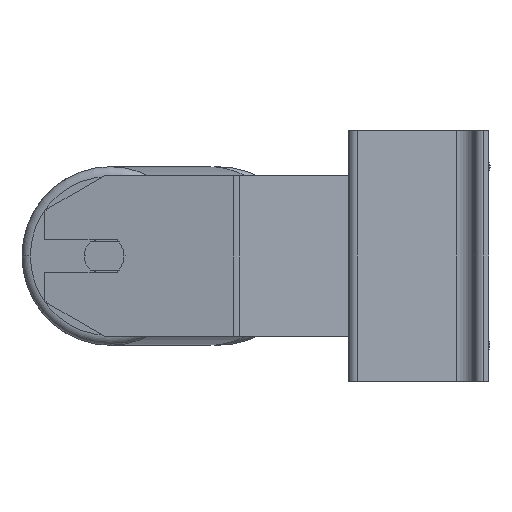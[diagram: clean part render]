
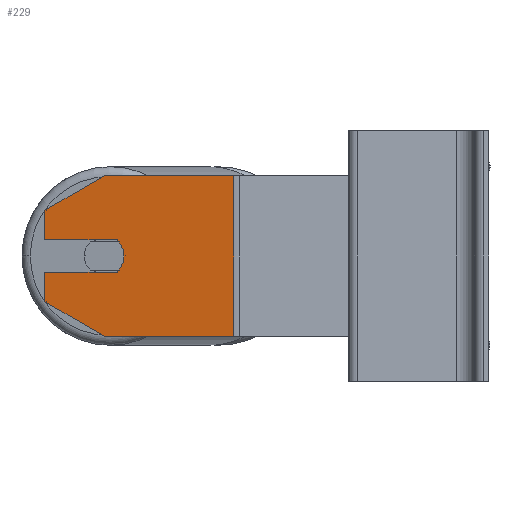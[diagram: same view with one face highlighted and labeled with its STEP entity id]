
A CAD part, left-side view. The second image highlights one B-rep face of the part: STEP entity #229.
In plain terms, the highlighted planar face has unit normal (-0.985, 0.174, 0).
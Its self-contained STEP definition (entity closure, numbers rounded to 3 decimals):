
#100 = EDGE_CURVE ( 'NONE', #10471, #2938, #478, .T. ) ;
#144 = AXIS2_PLACEMENT_3D ( 'NONE', #9909, #1090, #3409 ) ;
#229 = ADVANCED_FACE ( 'NONE', ( #1434 ), #8777, .F. ) ;
#232 = DIRECTION ( 'NONE',  ( 0.174, 0.985, 0. ) ) ;
#299 = LINE ( 'NONE', #1263, #10378 ) ;
#478 = LINE ( 'NONE', #3698, #3496 ) ;
#515 = EDGE_CURVE ( 'NONE', #10471, #1812, #5151, .T. ) ;
#594 = DIRECTION ( 'NONE',  ( 0.174, 0.985, 0. ) ) ;
#723 = DIRECTION ( 'NONE',  ( 0., 0., -1. ) ) ;
#739 = CARTESIAN_POINT ( 'NONE',  ( -476.394, 139.602, -40. ) ) ;
#807 = VERTEX_POINT ( 'NONE', #2423 ) ;
#865 = EDGE_CURVE ( 'NONE', #4331, #807, #2507, .T. ) ;
#1090 = DIRECTION ( 'NONE',  ( -0.985, 0.174, 0. ) ) ;
#1094 = DIRECTION ( 'NONE',  ( 0.15, 0.853, -0.5 ) ) ;
#1223 = AXIS2_PLACEMENT_3D ( 'NONE', #2947, #6187, #2992 ) ;
#1238 = DIRECTION ( 'NONE',  ( -0.174, -0.985, 0. ) ) ;
#1263 = CARTESIAN_POINT ( 'NONE',  ( -471.184, 169.146, 40. ) ) ;
#1390 = ORIENTED_EDGE ( 'NONE', *, *, #865, .F. ) ;
#1434 = FACE_OUTER_BOUND ( 'NONE', #5137, .T. ) ;
#1474 = CARTESIAN_POINT ( 'NONE',  ( -471.184, 169.146, 40. ) ) ;
#1485 = AXIS2_PLACEMENT_3D ( 'NONE', #1474, #7981, #594 ) ;
#1580 = ORIENTED_EDGE ( 'NONE', *, *, #4991, .F. ) ;
#1812 = VERTEX_POINT ( 'NONE', #7861 ) ;
#1839 = DIRECTION ( 'NONE',  ( 0., 0., -1. ) ) ;
#1886 = VERTEX_POINT ( 'NONE', #2142 ) ;
#2142 = CARTESIAN_POINT ( 'NONE',  ( -487.757, 75.158, 40. ) ) ;
#2198 = LINE ( 'NONE', #7045, #5424 ) ;
#2214 = LINE ( 'NONE', #739, #9174 ) ;
#2274 = VERTEX_POINT ( 'NONE', #5456 ) ;
#2423 = CARTESIAN_POINT ( 'NONE',  ( -477.436, 133.693, 8. ) ) ;
#2507 = CIRCLE ( 'NONE', #144, 10. ) ;
#2698 = VERTEX_POINT ( 'NONE', #8977 ) ;
#2789 = DIRECTION ( 'NONE',  ( 0., 0., -1. ) ) ;
#2925 = EDGE_CURVE ( 'NONE', #3433, #5891, #299, .T. ) ;
#2938 = VERTEX_POINT ( 'NONE', #9120 ) ;
#2947 = CARTESIAN_POINT ( 'NONE',  ( -476.394, 139.602, 0. ) ) ;
#2992 = DIRECTION ( 'NONE',  ( -0.174, -0.985, 0. ) ) ;
#3044 = CARTESIAN_POINT ( 'NONE',  ( -471.184, 169.146, -40. ) ) ;
#3066 = ORIENTED_EDGE ( 'NONE', *, *, #4234, .T. ) ;
#3409 = DIRECTION ( 'NONE',  ( -0.174, -0.985, 0. ) ) ;
#3433 = VERTEX_POINT ( 'NONE', #5300 ) ;
#3491 = CARTESIAN_POINT ( 'NONE',  ( -471.184, 169.146, 8. ) ) ;
#3496 = VECTOR ( 'NONE', #1839, 1000. ) ;
#3698 = CARTESIAN_POINT ( 'NONE',  ( -471.184, 169.146, 40. ) ) ;
#3760 = ORIENTED_EDGE ( 'NONE', *, *, #9257, .F. ) ;
#4098 = CARTESIAN_POINT ( 'NONE',  ( -478.13, 129.754, 0. ) ) ;
#4234 = EDGE_CURVE ( 'NONE', #2938, #2698, #2214, .T. ) ;
#4331 = VERTEX_POINT ( 'NONE', #4098 ) ;
#4369 = DIRECTION ( 'NONE',  ( -0.174, -0.985, 0. ) ) ;
#4418 = CIRCLE ( 'NONE', #1223, 10. ) ;
#4627 = ORIENTED_EDGE ( 'NONE', *, *, #4691, .F. ) ;
#4691 = EDGE_CURVE ( 'NONE', #1886, #4866, #2198, .T. ) ;
#4866 = VERTEX_POINT ( 'NONE', #9153 ) ;
#4991 = EDGE_CURVE ( 'NONE', #807, #5891, #5999, .T. ) ;
#5137 = EDGE_LOOP ( 'NONE', ( #9469, #3066, #10208, #4627, #3760, #9600, #6273, #1580, #1390, #5500, #10392 ) ) ;
#5151 = LINE ( 'NONE', #8438, #7429 ) ;
#5300 = CARTESIAN_POINT ( 'NONE',  ( -471.184, 169.146, 22.679 ) ) ;
#5391 = EDGE_CURVE ( 'NONE', #1812, #4331, #4418, .T. ) ;
#5424 = VECTOR ( 'NONE', #723, 1000. ) ;
#5436 = DIRECTION ( 'NONE',  ( -0.15, -0.853, -0.5 ) ) ;
#5456 = CARTESIAN_POINT ( 'NONE',  ( -476.394, 139.602, 40. ) ) ;
#5500 = ORIENTED_EDGE ( 'NONE', *, *, #5391, .F. ) ;
#5821 = EDGE_CURVE ( 'NONE', #2698, #4866, #7042, .T. ) ;
#5840 = LINE ( 'NONE', #9026, #8050 ) ;
#5891 = VERTEX_POINT ( 'NONE', #8156 ) ;
#5999 = LINE ( 'NONE', #3491, #10029 ) ;
#6187 = DIRECTION ( 'NONE',  ( -0.985, 0.174, 0. ) ) ;
#6244 = VECTOR ( 'NONE', #1238, 1000. ) ;
#6273 = ORIENTED_EDGE ( 'NONE', *, *, #2925, .T. ) ;
#6585 = CARTESIAN_POINT ( 'NONE',  ( -471.184, 169.146, 40. ) ) ;
#6614 = EDGE_CURVE ( 'NONE', #2274, #3433, #5840, .T. ) ;
#7042 = LINE ( 'NONE', #3044, #7672 ) ;
#7045 = CARTESIAN_POINT ( 'NONE',  ( -487.757, 75.158, 40. ) ) ;
#7429 = VECTOR ( 'NONE', #4369, 1000. ) ;
#7672 = VECTOR ( 'NONE', #9490, 1000. ) ;
#7861 = CARTESIAN_POINT ( 'NONE',  ( -477.436, 133.693, -8. ) ) ;
#7981 = DIRECTION ( 'NONE',  ( 0.985, -0.174, 0. ) ) ;
#8050 = VECTOR ( 'NONE', #1094, 1000. ) ;
#8156 = CARTESIAN_POINT ( 'NONE',  ( -471.184, 169.146, 8. ) ) ;
#8438 = CARTESIAN_POINT ( 'NONE',  ( -471.184, 169.146, -8. ) ) ;
#8777 = PLANE ( 'NONE',  #1485 ) ;
#8977 = CARTESIAN_POINT ( 'NONE',  ( -476.394, 139.602, -40. ) ) ;
#9026 = CARTESIAN_POINT ( 'NONE',  ( -471.184, 169.146, 22.679 ) ) ;
#9104 = LINE ( 'NONE', #6585, #6244 ) ;
#9120 = CARTESIAN_POINT ( 'NONE',  ( -471.184, 169.146, -22.679 ) ) ;
#9153 = CARTESIAN_POINT ( 'NONE',  ( -487.757, 75.158, -40. ) ) ;
#9174 = VECTOR ( 'NONE', #5436, 1000. ) ;
#9257 = EDGE_CURVE ( 'NONE', #2274, #1886, #9104, .T. ) ;
#9424 = CARTESIAN_POINT ( 'NONE',  ( -471.184, 169.146, -8. ) ) ;
#9469 = ORIENTED_EDGE ( 'NONE', *, *, #100, .T. ) ;
#9490 = DIRECTION ( 'NONE',  ( -0.174, -0.985, 0. ) ) ;
#9600 = ORIENTED_EDGE ( 'NONE', *, *, #6614, .T. ) ;
#9909 = CARTESIAN_POINT ( 'NONE',  ( -476.394, 139.602, 0. ) ) ;
#10029 = VECTOR ( 'NONE', #232, 1000. ) ;
#10208 = ORIENTED_EDGE ( 'NONE', *, *, #5821, .T. ) ;
#10378 = VECTOR ( 'NONE', #2789, 1000. ) ;
#10392 = ORIENTED_EDGE ( 'NONE', *, *, #515, .F. ) ;
#10471 = VERTEX_POINT ( 'NONE', #9424 ) ;
